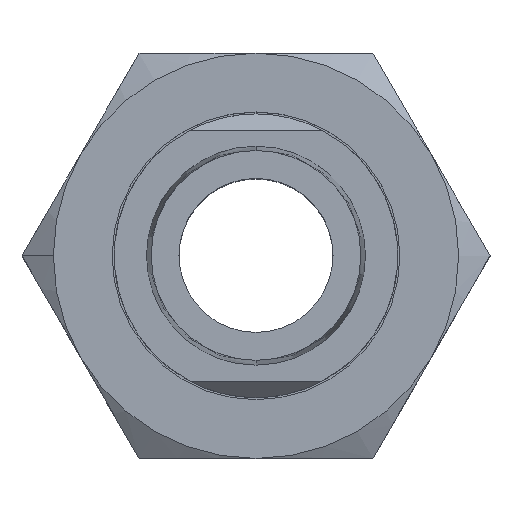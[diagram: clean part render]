
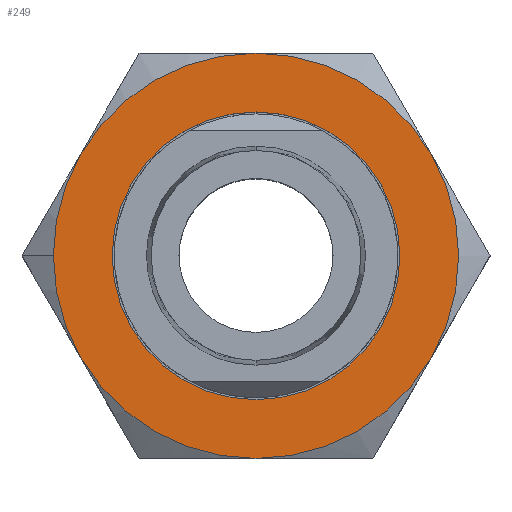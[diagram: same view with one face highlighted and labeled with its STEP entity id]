
A CAD part, top view. The second image highlights one B-rep face of the part: STEP entity #249.
In plain terms, the highlighted planar face has unit normal (0, 0, 1).
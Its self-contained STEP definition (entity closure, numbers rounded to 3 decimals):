
#1 = PLANE ( 'NONE',  #18 ) ;
#8 = FACE_OUTER_BOUND ( 'NONE', #296, .T. ) ;
#9 = FACE_BOUND ( 'NONE', #250, .T. ) ;
#16 = DIRECTION ( 'NONE',  ( 0., 0., -1. ) ) ;
#17 = CARTESIAN_POINT ( 'NONE',  ( 0., 25., 11.5 ) ) ;
#18 = AXIS2_PLACEMENT_3D ( 'NONE', #17, #16, #22 ) ;
#22 = DIRECTION ( 'NONE',  ( -1., 0., 0. ) ) ;
#36 = VERTEX_POINT ( 'NONE', #1809 ) ;
#47 = EDGE_CURVE ( 'NONE', #49, #36, #1843, .T. ) ;
#49 = VERTEX_POINT ( 'NONE', #1812 ) ;
#55 = EDGE_CURVE ( 'NONE', #121, #93, #1821, .T. ) ;
#88 = VERTEX_POINT ( 'NONE', #1901 ) ;
#91 = VERTEX_POINT ( 'NONE', #1899 ) ;
#93 = VERTEX_POINT ( 'NONE', #1922 ) ;
#118 = EDGE_CURVE ( 'NONE', #119, #91, #2081, .T. ) ;
#119 = VERTEX_POINT ( 'NONE', #2114 ) ;
#121 = VERTEX_POINT ( 'NONE', #2113 ) ;
#126 = VERTEX_POINT ( 'NONE', #2058 ) ;
#132 = EDGE_CURVE ( 'NONE', #88, #126, #1912, .T. ) ;
#138 = EDGE_CURVE ( 'NONE', #93, #174, #2121, .T. ) ;
#146 = EDGE_CURVE ( 'NONE', #91, #88, #2131, .T. ) ;
#157 = EDGE_CURVE ( 'NONE', #126, #121, #2186, .T. ) ;
#173 = EDGE_CURVE ( 'NONE', #174, #119, #2473, .T. ) ;
#174 = VERTEX_POINT ( 'NONE', #2413 ) ;
#210 = EDGE_CURVE ( 'NONE', #36, #49, #2423, .T. ) ;
#228 = ORIENTED_EDGE ( 'NONE', *, *, #210, .F. ) ;
#249 = ADVANCED_FACE ( 'NONE', ( #9, #8 ), #1, .F. ) ;
#250 = EDGE_LOOP ( 'NONE', ( #228, #306 ) ) ;
#252 = ORIENTED_EDGE ( 'NONE', *, *, #146, .T. ) ;
#253 = ORIENTED_EDGE ( 'NONE', *, *, #132, .T. ) ;
#256 = ORIENTED_EDGE ( 'NONE', *, *, #118, .T. ) ;
#258 = ORIENTED_EDGE ( 'NONE', *, *, #157, .T. ) ;
#259 = ORIENTED_EDGE ( 'NONE', *, *, #55, .T. ) ;
#296 = EDGE_LOOP ( 'NONE', ( #252, #253, #258, #259, #301, #302, #256 ) ) ;
#301 = ORIENTED_EDGE ( 'NONE', *, *, #138, .T. ) ;
#302 = ORIENTED_EDGE ( 'NONE', *, *, #173, .T. ) ;
#306 = ORIENTED_EDGE ( 'NONE', *, *, #47, .F. ) ;
#1809 = CARTESIAN_POINT ( 'NONE',  ( 17.75, 0., 11.5 ) ) ;
#1812 = CARTESIAN_POINT ( 'NONE',  ( -17.75, 0., 11.5 ) ) ;
#1814 = DIRECTION ( 'NONE',  ( 0., 0., 1. ) ) ;
#1820 = AXIS2_PLACEMENT_3D ( 'NONE', #1838, #1814, #1842 ) ;
#1821 = CIRCLE ( 'NONE', #1826, 25. ) ;
#1825 = DIRECTION ( 'NONE',  ( 0., 0., 1. ) ) ;
#1826 = AXIS2_PLACEMENT_3D ( 'NONE', #1831, #1825, #1833 ) ;
#1831 = CARTESIAN_POINT ( 'NONE',  ( 0., 0., 11.5 ) ) ;
#1833 = DIRECTION ( 'NONE',  ( 1., 0., 0. ) ) ;
#1838 = CARTESIAN_POINT ( 'NONE',  ( 0., 0., 11.5 ) ) ;
#1842 = DIRECTION ( 'NONE',  ( 1., 0., 0. ) ) ;
#1843 = CIRCLE ( 'NONE', #1820, 17.75 ) ;
#1899 = CARTESIAN_POINT ( 'NONE',  ( 21.651, 12.5, 11.5 ) ) ;
#1901 = CARTESIAN_POINT ( 'NONE',  ( 0., 25., 11.5 ) ) ;
#1912 = CIRCLE ( 'NONE', #1927, 25. ) ;
#1922 = CARTESIAN_POINT ( 'NONE',  ( -21.651, -12.5, 11.5 ) ) ;
#1927 = AXIS2_PLACEMENT_3D ( 'NONE', #1930, #1929, #1928 ) ;
#1928 = DIRECTION ( 'NONE',  ( 1., 0., 0. ) ) ;
#1929 = DIRECTION ( 'NONE',  ( 0., 0., 1. ) ) ;
#1930 = CARTESIAN_POINT ( 'NONE',  ( 0., 0., 11.5 ) ) ;
#2058 = CARTESIAN_POINT ( 'NONE',  ( -21.651, 12.5, 11.5 ) ) ;
#2077 = DIRECTION ( 'NONE',  ( 1., 0., 0. ) ) ;
#2078 = DIRECTION ( 'NONE',  ( 0., 0., 1. ) ) ;
#2079 = CARTESIAN_POINT ( 'NONE',  ( 0., 0., 11.5 ) ) ;
#2080 = AXIS2_PLACEMENT_3D ( 'NONE', #2079, #2078, #2077 ) ;
#2081 = CIRCLE ( 'NONE', #2080, 25. ) ;
#2113 = CARTESIAN_POINT ( 'NONE',  ( -25., 0., 11.5 ) ) ;
#2114 = CARTESIAN_POINT ( 'NONE',  ( 21.651, -12.5, 11.5 ) ) ;
#2121 = CIRCLE ( 'NONE', #2147, 25. ) ;
#2126 = CARTESIAN_POINT ( 'NONE',  ( 0., 0., 11.5 ) ) ;
#2127 = DIRECTION ( 'NONE',  ( 1., 0., 0. ) ) ;
#2128 = DIRECTION ( 'NONE',  ( 0., 0., 1. ) ) ;
#2129 = CARTESIAN_POINT ( 'NONE',  ( 0., 0., 11.5 ) ) ;
#2130 = AXIS2_PLACEMENT_3D ( 'NONE', #2129, #2128, #2127 ) ;
#2131 = CIRCLE ( 'NONE', #2130, 25. ) ;
#2145 = DIRECTION ( 'NONE',  ( 1., 0., 0. ) ) ;
#2146 = DIRECTION ( 'NONE',  ( 0., 0., 1. ) ) ;
#2147 = AXIS2_PLACEMENT_3D ( 'NONE', #2126, #2146, #2145 ) ;
#2160 = DIRECTION ( 'NONE',  ( 1., 0., 0. ) ) ;
#2161 = DIRECTION ( 'NONE',  ( 0., 0., 1. ) ) ;
#2169 = CARTESIAN_POINT ( 'NONE',  ( 0., 0., 11.5 ) ) ;
#2170 = AXIS2_PLACEMENT_3D ( 'NONE', #2169, #2161, #2160 ) ;
#2186 = CIRCLE ( 'NONE', #2170, 25. ) ;
#2413 = CARTESIAN_POINT ( 'NONE',  ( 0., -25., 11.5 ) ) ;
#2419 = DIRECTION ( 'NONE',  ( 1., 0., 0. ) ) ;
#2420 = DIRECTION ( 'NONE',  ( 0., 0., 1. ) ) ;
#2421 = CARTESIAN_POINT ( 'NONE',  ( 0., 0., 11.5 ) ) ;
#2422 = AXIS2_PLACEMENT_3D ( 'NONE', #2421, #2420, #2419 ) ;
#2423 = CIRCLE ( 'NONE', #2422, 17.75 ) ;
#2426 = DIRECTION ( 'NONE',  ( 1., 0., 0. ) ) ;
#2427 = DIRECTION ( 'NONE',  ( 0., 0., 1. ) ) ;
#2428 = CARTESIAN_POINT ( 'NONE',  ( 0., 0., 11.5 ) ) ;
#2429 = AXIS2_PLACEMENT_3D ( 'NONE', #2428, #2427, #2426 ) ;
#2473 = CIRCLE ( 'NONE', #2429, 25. ) ;
